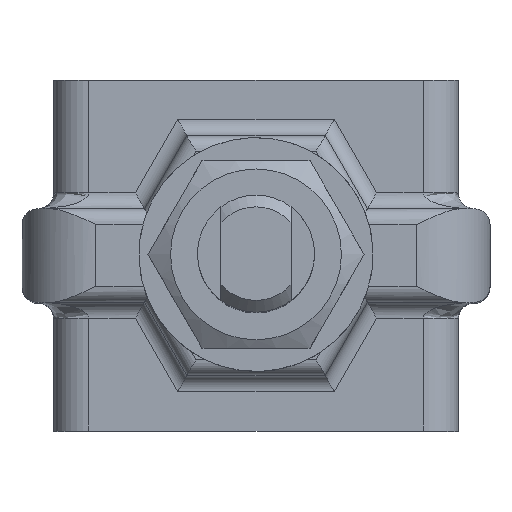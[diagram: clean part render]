
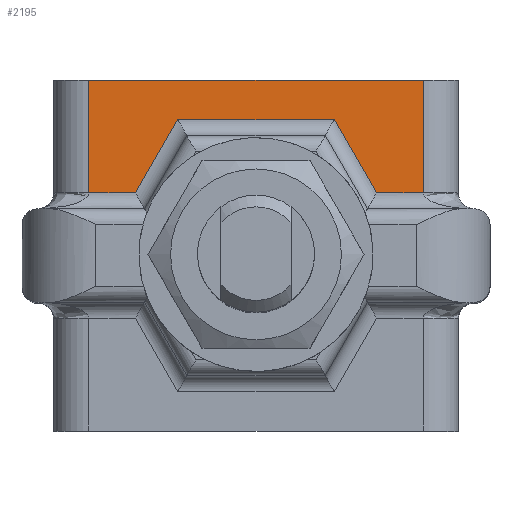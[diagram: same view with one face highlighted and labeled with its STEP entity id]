
A CAD part, top view. The second image highlights one B-rep face of the part: STEP entity #2195.
In plain terms, the highlighted face is planar.
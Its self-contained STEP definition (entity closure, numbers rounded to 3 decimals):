
#94=PLANE('',#2448);
#244=FACE_OUTER_BOUND('',#377,.T.);
#377=EDGE_LOOP('',(#1472,#1473,#1474,#1475,#1476,#1477,#1478,#1479));
#516=LINE('',#3339,#681);
#517=LINE('',#3422,#682);
#518=LINE('',#3424,#683);
#519=LINE('',#3426,#684);
#520=LINE('',#3428,#685);
#521=LINE('',#3430,#686);
#522=LINE('',#3432,#687);
#523=LINE('',#3433,#688);
#681=VECTOR('',#2693,10.);
#682=VECTOR('',#2700,10.);
#683=VECTOR('',#2701,10.);
#684=VECTOR('',#2702,10.);
#685=VECTOR('',#2703,10.);
#686=VECTOR('',#2704,10.);
#687=VECTOR('',#2705,10.);
#688=VECTOR('',#2706,10.);
#916=VERTEX_POINT('',#3332);
#919=VERTEX_POINT('',#3337);
#922=VERTEX_POINT('',#3421);
#923=VERTEX_POINT('',#3423);
#924=VERTEX_POINT('',#3425);
#925=VERTEX_POINT('',#3427);
#926=VERTEX_POINT('',#3429);
#927=VERTEX_POINT('',#3431);
#1131=EDGE_CURVE('',#919,#916,#516,.T.);
#1135=EDGE_CURVE('',#922,#919,#517,.T.);
#1136=EDGE_CURVE('',#923,#922,#518,.T.);
#1137=EDGE_CURVE('',#924,#923,#519,.T.);
#1138=EDGE_CURVE('',#925,#924,#520,.T.);
#1139=EDGE_CURVE('',#926,#925,#521,.T.);
#1140=EDGE_CURVE('',#927,#926,#522,.T.);
#1141=EDGE_CURVE('',#927,#916,#523,.T.);
#1472=ORIENTED_EDGE('',*,*,#1131,.F.);
#1473=ORIENTED_EDGE('',*,*,#1135,.F.);
#1474=ORIENTED_EDGE('',*,*,#1136,.F.);
#1475=ORIENTED_EDGE('',*,*,#1137,.F.);
#1476=ORIENTED_EDGE('',*,*,#1138,.F.);
#1477=ORIENTED_EDGE('',*,*,#1139,.F.);
#1478=ORIENTED_EDGE('',*,*,#1140,.F.);
#1479=ORIENTED_EDGE('',*,*,#1141,.T.);
#2195=ADVANCED_FACE('',(#244),#94,.T.);
#2448=AXIS2_PLACEMENT_3D('',#3420,#2698,#2699);
#2693=DIRECTION('',(0.,0.,-1.));
#2698=DIRECTION('center_axis',(0.,1.,0.));
#2699=DIRECTION('ref_axis',(0.,0.,1.));
#2700=DIRECTION('',(-1.,0.,0.));
#2701=DIRECTION('',(-0.5,0.,0.866));
#2702=DIRECTION('',(-1.,0.,0.));
#2703=DIRECTION('',(-0.5,0.,-0.866));
#2704=DIRECTION('',(-1.,0.,0.));
#2705=DIRECTION('',(0.,0.,1.));
#2706=DIRECTION('',(-1.,0.,0.));
#3332=CARTESIAN_POINT('',(-14.3,42.8,0.));
#3337=CARTESIAN_POINT('',(-14.3,42.8,9.65));
#3339=CARTESIAN_POINT('',(-14.3,42.8,0.));
#3420=CARTESIAN_POINT('Origin',(-15.5,42.8,0.));
#3421=CARTESIAN_POINT('',(-10.306,42.8,9.65));
#3422=CARTESIAN_POINT('',(-16.4,42.8,9.65));
#3423=CARTESIAN_POINT('',(-6.697,42.8,3.4));
#3424=CARTESIAN_POINT('',(-10.215,42.8,9.493));
#3425=CARTESIAN_POINT('',(6.697,42.8,3.4));
#3426=CARTESIAN_POINT('',(-10.709,42.8,3.4));
#3427=CARTESIAN_POINT('',(10.306,42.8,9.65));
#3428=CARTESIAN_POINT('',(3.381,42.8,-2.343));
#3429=CARTESIAN_POINT('',(14.3,42.8,9.65));
#3430=CARTESIAN_POINT('',(-16.4,42.8,9.65));
#3431=CARTESIAN_POINT('',(14.3,42.8,0.));
#3432=CARTESIAN_POINT('',(14.3,42.8,0.));
#3433=CARTESIAN_POINT('',(17.3,42.8,0.));
